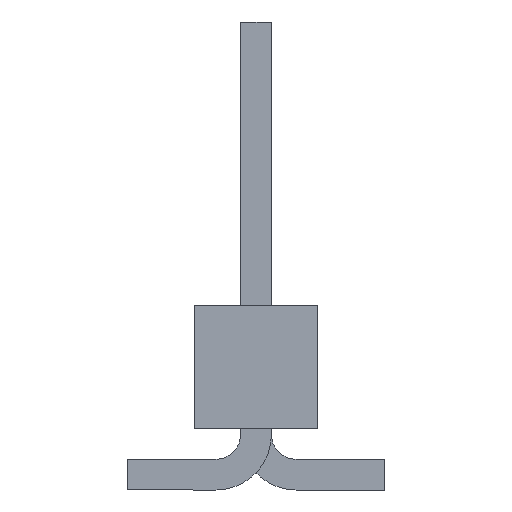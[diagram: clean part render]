
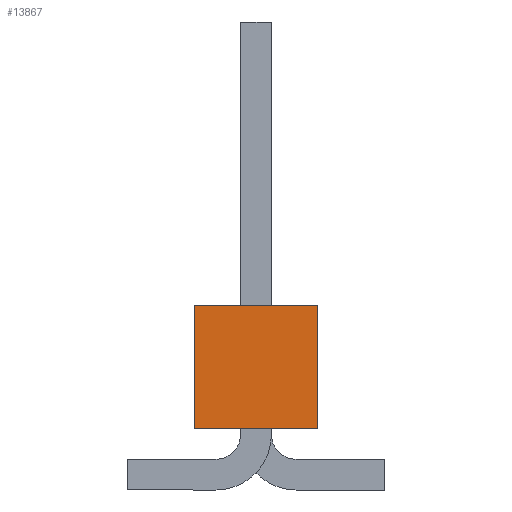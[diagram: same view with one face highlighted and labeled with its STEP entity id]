
A CAD part, left-side view. The second image highlights one B-rep face of the part: STEP entity #13867.
In plain terms, the highlighted face is planar.
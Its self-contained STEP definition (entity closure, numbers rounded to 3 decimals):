
#3020 = VERTEX_POINT('',#3021);
#3021 = CARTESIAN_POINT('',(57.15,1.27,1.27));
#3027 = EDGE_CURVE('',#3020,#3028,#3030,.T.);
#3028 = VERTEX_POINT('',#3029);
#3029 = CARTESIAN_POINT('',(57.15,1.27,-1.27));
#3030 = LINE('',#3031,#3032);
#3031 = CARTESIAN_POINT('',(57.15,1.27,1.27));
#3032 = VECTOR('',#3033,1.);
#3033 = DIRECTION('',(0.,0.,-1.));
#7366 = VERTEX_POINT('',#7367);
#7367 = CARTESIAN_POINT('',(57.15,-1.27,-1.27));
#7373 = EDGE_CURVE('',#7374,#7366,#7376,.T.);
#7374 = VERTEX_POINT('',#7375);
#7375 = CARTESIAN_POINT('',(57.15,-1.27,1.27));
#7376 = LINE('',#7377,#7378);
#7377 = CARTESIAN_POINT('',(57.15,-1.27,1.27));
#7378 = VECTOR('',#7379,1.);
#7379 = DIRECTION('',(0.,0.,-1.));
#9794 = EDGE_CURVE('',#3028,#7366,#9795,.T.);
#9795 = LINE('',#9796,#9797);
#9796 = CARTESIAN_POINT('',(57.15,1.27,-1.27));
#9797 = VECTOR('',#9798,1.);
#9798 = DIRECTION('',(0.,-1.,0.));
#9816 = EDGE_CURVE('',#3020,#7374,#9817,.T.);
#9817 = LINE('',#9818,#9819);
#9818 = CARTESIAN_POINT('',(57.15,1.27,1.27));
#9819 = VECTOR('',#9820,1.);
#9820 = DIRECTION('',(0.,-1.,0.));
#13867 = ADVANCED_FACE('',(#13868),#13874,.F.);
#13868 = FACE_BOUND('',#13869,.T.);
#13869 = EDGE_LOOP('',(#13870,#13871,#13872,#13873));
#13870 = ORIENTED_EDGE('',*,*,#7373,.T.);
#13871 = ORIENTED_EDGE('',*,*,#9794,.F.);
#13872 = ORIENTED_EDGE('',*,*,#3027,.F.);
#13873 = ORIENTED_EDGE('',*,*,#9816,.T.);
#13874 = PLANE('',#13875);
#13875 = AXIS2_PLACEMENT_3D('',#13876,#13877,#13878);
#13876 = CARTESIAN_POINT('',(57.15,1.27,1.27));
#13877 = DIRECTION('',(-1.,0.,0.));
#13878 = DIRECTION('',(0.,0.,1.));
